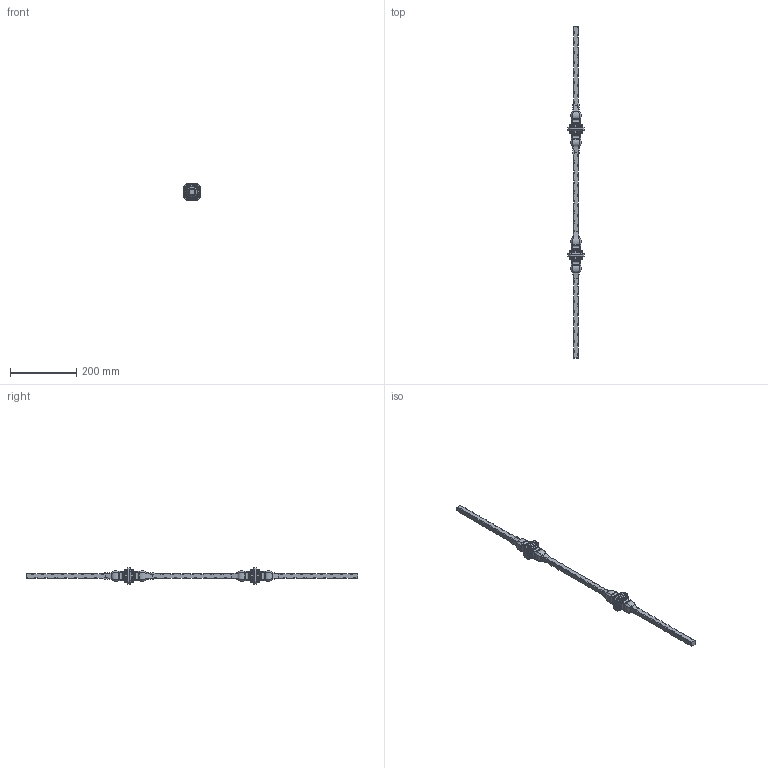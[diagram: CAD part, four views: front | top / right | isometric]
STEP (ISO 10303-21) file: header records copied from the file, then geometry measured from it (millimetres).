
FILE_DESCRIPTION (( 'STEP AP203' ), '1' );
FILE_NAME ('1267-D.step', '2023-06-23T07:49:46', ( '' ), ( '' ), 'SwSTEP 2.0', 'SolidWorks 2018', '' );
FILE_SCHEMA (( 'CONFIG_CONTROL_DESIGN' ));
Products named in the file (1): 1267-D
Bounding box: 50 x 1000 x 50 mm (x, y, z)
Volume: 429442.4 mm3; surface area: 86584 mm2
Topology: 2 solids, 2 shells, 1159 faces, 3145 edges, 1812 vertices
Faces by surface type: cylinder 444, plane 295, torus 234, bspline 186
Entity records: 40718 total; most frequent: CARTESIAN_POINT 14581, ORIENTED_EDGE 5878, DIRECTION 4985, EDGE_CURVE 2939, AXIS2_PLACEMENT_3D 1824, VERTEX_POINT 1812, LINE 1337, VECTOR 1337
